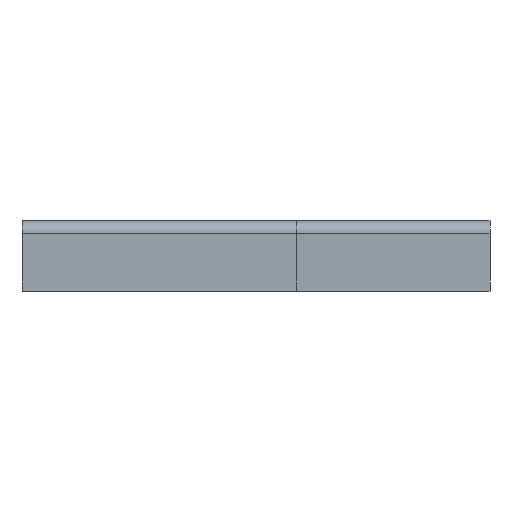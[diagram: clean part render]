
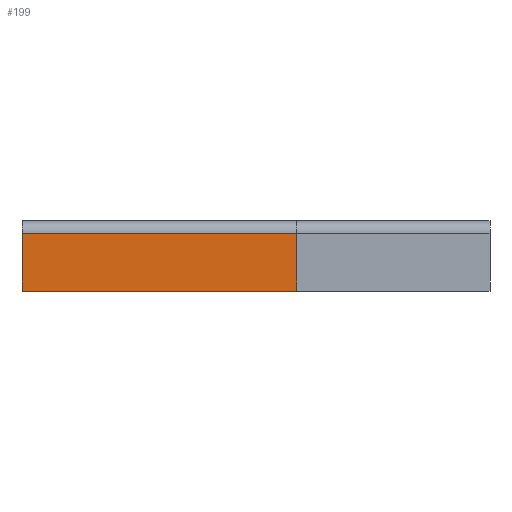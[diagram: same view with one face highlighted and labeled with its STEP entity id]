
A CAD part, left-side view. The second image highlights one B-rep face of the part: STEP entity #199.
In plain terms, the highlighted planar face has unit normal (-1, 0, 0).
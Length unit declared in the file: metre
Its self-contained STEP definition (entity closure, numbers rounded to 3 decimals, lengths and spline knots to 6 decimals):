
#199 = ADVANCED_FACE( '', ( #419 ), #420, .T. );
#419 = FACE_OUTER_BOUND( '', #663, .T. );
#420 = PLANE( '', #664 );
#663 = EDGE_LOOP( '', ( #1119, #1120, #1121, #1122 ) );
#664 = AXIS2_PLACEMENT_3D( '', #1123, #1124, #1125 );
#1119 = ORIENTED_EDGE( '', *, *, #1459, .T. );
#1120 = ORIENTED_EDGE( '', *, *, #1495, .F. );
#1121 = ORIENTED_EDGE( '', *, *, #1509, .F. );
#1122 = ORIENTED_EDGE( '', *, *, #1562, .F. );
#1123 = CARTESIAN_POINT( '', ( -0.52746, -0.184181, 0.479088 ) );
#1124 = DIRECTION( '', ( -1., 0., 0. ) );
#1125 = DIRECTION( '', ( 0., 1., 0. ) );
#1459 = EDGE_CURVE( '', #1747, #1749, #1751, .T. );
#1495 = EDGE_CURVE( '', #1804, #1749, #1806, .T. );
#1509 = EDGE_CURVE( '', #1823, #1804, #1825, .T. );
#1562 = EDGE_CURVE( '', #1747, #1823, #1895, .F. );
#1747 = VERTEX_POINT( '', #2138 );
#1749 = VERTEX_POINT( '', #2141 );
#1751 = LINE( '', #2144, #2145 );
#1804 = VERTEX_POINT( '', #2223 );
#1806 = LINE( '', #2226, #2227 );
#1823 = VERTEX_POINT( '', #2250 );
#1825 = LINE( '', #2253, #2254 );
#1895 = LINE( '', #2357, #2358 );
#2138 = CARTESIAN_POINT( '', ( -0.52746, 0.983275, 0.573088 ) );
#2141 = CARTESIAN_POINT( '', ( -0.52746, 0.983275, 0.3302 ) );
#2144 = CARTESIAN_POINT( '', ( -0.52746, 0.983275, 0.479088 ) );
#2145 = VECTOR( '', #2525, 1. );
#2223 = CARTESIAN_POINT( '', ( -0.52746, -0.170211, 0.3302 ) );
#2226 = CARTESIAN_POINT( '', ( -0.52746, -0.184181, 0.3302 ) );
#2227 = VECTOR( '', #2555, 1. );
#2250 = CARTESIAN_POINT( '', ( -0.52746, -0.170211, 0.573088 ) );
#2253 = CARTESIAN_POINT( '', ( -0.52746, -0.170211, 0.479088 ) );
#2254 = VECTOR( '', #2569, 1. );
#2357 = CARTESIAN_POINT( '', ( -0.52746, -0.184181, 0.573088 ) );
#2358 = VECTOR( '', #2612, 1. );
#2525 = DIRECTION( '', ( 0., 0., -1. ) );
#2555 = DIRECTION( '', ( 0., 1., 0. ) );
#2569 = DIRECTION( '', ( 0., 0., -1. ) );
#2612 = DIRECTION( '', ( 0., 1., 0. ) );
